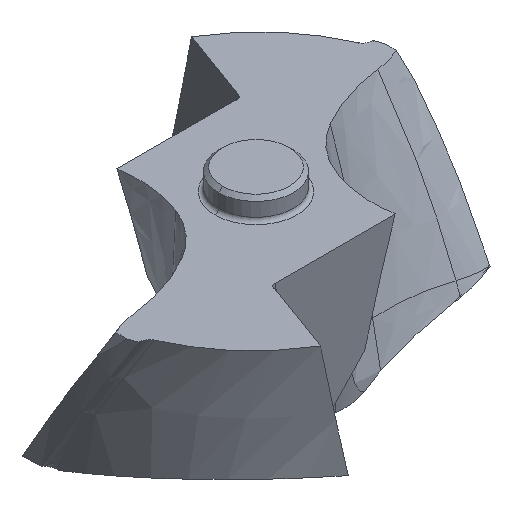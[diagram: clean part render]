
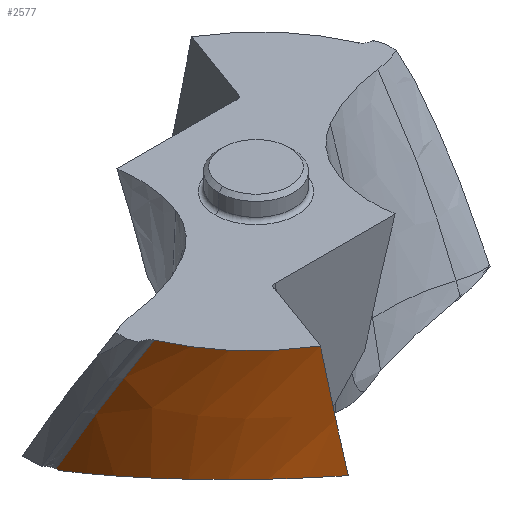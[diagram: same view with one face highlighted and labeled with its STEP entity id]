
A CAD part, isometric view. The second image highlights one B-rep face of the part: STEP entity #2577.
In plain terms, the highlighted free-form (B-spline) face has degree [3, 3] with [10, 5] control points.
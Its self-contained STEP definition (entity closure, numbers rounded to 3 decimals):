
#141=CARTESIAN_POINT('',(-4.07,-6.651,
0.));
#142=CARTESIAN_POINT('',(-4.265,-6.535,
0.));
#143=CARTESIAN_POINT('',(-4.838,-6.16,
0.));
#144=CARTESIAN_POINT('',(-5.705,-5.412,
0.));
#145=CARTESIAN_POINT('',(-6.571,-4.342,
0.));
#146=CARTESIAN_POINT('',(-7.014,-3.538,
0.));
#147=CARTESIAN_POINT('',(-7.197,-3.119,
0.));
#741=CARTESIAN_POINT('',(-7.849,0.15,
-5.776));
#761=CARTESIAN_POINT('',(-3.325,-7.019,
-4.684));
#762=CARTESIAN_POINT('',(-3.527,-6.925,
-4.647));
#763=CARTESIAN_POINT('',(-3.915,-6.725,
-4.584));
#764=CARTESIAN_POINT('',(-4.442,-6.399,
-4.518));
#765=CARTESIAN_POINT('',(-4.948,-6.028,
-4.477));
#766=CARTESIAN_POINT('',(-5.414,-5.626,
-4.463));
#767=CARTESIAN_POINT('',(-5.855,-5.18,
-4.476));
#768=CARTESIAN_POINT('',(-6.259,-4.7,
-4.515));
#769=CARTESIAN_POINT('',(-6.626,-4.182,
-4.582));
#770=CARTESIAN_POINT('',(-6.929,-3.671,
-4.669));
#771=CARTESIAN_POINT('',(-7.206,-3.11,
-4.786));
#772=CARTESIAN_POINT('',(-7.439,-2.512,
-4.933));
#773=CARTESIAN_POINT('',(-7.614,-1.934,
-5.093));
#774=CARTESIAN_POINT('',(-7.753,-1.281,
-5.295));
#775=CARTESIAN_POINT('',(-7.829,-0.678,
-5.501));
#776=CARTESIAN_POINT('',(-7.85,-0.229,
-5.667));
#777=CARTESIAN_POINT('',(-7.85,0.,
-5.756));
#779=CARTESIAN_POINT('',(-7.85,0.,
-5.756));
#780=CARTESIAN_POINT('',(-7.85,0.017,
-5.758));
#781=CARTESIAN_POINT('',(-7.85,0.05,
-5.763));
#782=CARTESIAN_POINT('',(-7.849,0.1,
-5.769));
#783=CARTESIAN_POINT('',(-7.849,0.133,
-5.774));
#784=CARTESIAN_POINT('',(-7.849,0.15,
-5.776));
#786=CARTESIAN_POINT('',(-7.849,0.15,
-5.776));
#787=CARTESIAN_POINT('',(-7.861,-0.489,
-4.643));
#788=CARTESIAN_POINT('',(-7.742,-1.597,
-2.717));
#789=CARTESIAN_POINT('',(-7.384,-2.683,
-0.792));
#790=CARTESIAN_POINT('',(-7.197,-3.119,
0.));
#792=CARTESIAN_POINT('',(-4.07,-6.651,
0.));
#793=CARTESIAN_POINT('',(-4.009,-6.669,
-0.359));
#794=CARTESIAN_POINT('',(-3.895,-6.705,
-1.037));
#795=CARTESIAN_POINT('',(-3.748,-6.761,
-1.932));
#796=CARTESIAN_POINT('',(-3.622,-6.819,
-2.712));
#797=CARTESIAN_POINT('',(-3.513,-6.88,
-3.415));
#798=CARTESIAN_POINT('',(-3.414,-6.946,
-4.068));
#799=CARTESIAN_POINT('',(-3.354,-6.994,
-4.483));
#800=CARTESIAN_POINT('',(-3.325,-7.019,
-4.684));
#1014=CARTESIAN_POINT('',(-4.07,-6.651,
0.));
#1015=VERTEX_POINT('',#1014);
#1016=VERTEX_POINT('',#147);
#1045=CARTESIAN_POINT('',(-7.85,0.,
-5.756));
#1046=VERTEX_POINT('',#1045);
#1047=VERTEX_POINT('',#761);
#1066=VERTEX_POINT('',#741);
#2518=CARTESIAN_POINT('',(-3.678,-6.93,
-5.834));
#2519=CARTESIAN_POINT('',(-3.199,-7.082,
-4.681));
#2520=CARTESIAN_POINT('',(-2.239,-7.366,
-2.718));
#2521=CARTESIAN_POINT('',(-1.03,-7.627,
-0.755));
#2522=CARTESIAN_POINT('',(-0.49,-7.724,
0.055));
#2523=CARTESIAN_POINT('',(-3.769,-6.882,
-5.834));
#2524=CARTESIAN_POINT('',(-3.292,-7.043,
-4.681));
#2525=CARTESIAN_POINT('',(-2.335,-7.341,
-2.718));
#2526=CARTESIAN_POINT('',(-1.13,-7.617,
-0.755));
#2527=CARTESIAN_POINT('',(-0.591,-7.719,
0.055));
#2528=CARTESIAN_POINT('',(-4.266,-6.606,
-5.834));
#2529=CARTESIAN_POINT('',(-3.801,-6.814,
-4.681));
#2530=CARTESIAN_POINT('',(-2.865,-7.192,
-2.718));
#2531=CARTESIAN_POINT('',(-1.679,-7.547,
-0.755));
#2532=CARTESIAN_POINT('',(-1.149,-7.683,
0.055));
#2533=CARTESIAN_POINT('',(-5.113,-6.007,
-5.834));
#2534=CARTESIAN_POINT('',(-4.679,-6.297,
-4.681));
#2535=CARTESIAN_POINT('',(-3.795,-6.816,
-2.718));
#2536=CARTESIAN_POINT('',(-2.662,-7.312,
-0.755));
#2537=CARTESIAN_POINT('',(-2.154,-7.506,
0.055));
#2538=CARTESIAN_POINT('',(-6.096,-5.009,
-5.834));
#2539=CARTESIAN_POINT('',(-5.722,-5.401,
-4.681));
#2540=CARTESIAN_POINT('',(-4.942,-6.094,
-2.718));
#2541=CARTESIAN_POINT('',(-3.912,-6.765,
-0.755));
#2542=CARTESIAN_POINT('',(-3.447,-7.03,
0.055));
#2543=CARTESIAN_POINT('',(-6.886,-3.852,
-5.834));
#2544=CARTESIAN_POINT('',(-6.591,-4.335,
-4.681));
#2545=CARTESIAN_POINT('',(-5.943,-5.181,
-2.718));
#2546=CARTESIAN_POINT('',(-5.046,-6.005,
-0.755));
#2547=CARTESIAN_POINT('',(-4.635,-6.334,
0.055));
#2548=CARTESIAN_POINT('',(-7.46,-2.574,
-5.834));
#2549=CARTESIAN_POINT('',(-7.257,-3.131,
-4.681));
#2550=CARTESIAN_POINT('',(-6.767,-4.105,
-2.718));
#2551=CARTESIAN_POINT('',(-6.028,-5.056,
-0.755));
#2552=CARTESIAN_POINT('',(-5.682,-5.438,
0.055));
#2553=CARTESIAN_POINT('',(-7.804,-1.187,
-5.834));
#2554=CARTESIAN_POINT('',(-7.708,-1.802,
-4.681));
#2555=CARTESIAN_POINT('',(-7.399,-2.876,
-2.718));
#2556=CARTESIAN_POINT('',(-6.842,-3.927,
-0.755));
#2557=CARTESIAN_POINT('',(-6.571,-4.349,
0.055));
#2558=CARTESIAN_POINT('',(-7.862,-0.226,
-5.834));
#2559=CARTESIAN_POINT('',(-7.844,-0.867,
-4.681));
#2560=CARTESIAN_POINT('',(-7.667,-1.984,
-2.718));
#2561=CARTESIAN_POINT('',(-7.242,-3.078,
-0.755));
#2562=CARTESIAN_POINT('',(-7.026,-3.518,
0.055));
#2563=CARTESIAN_POINT('',(-7.845,0.268,
-5.834));
#2564=CARTESIAN_POINT('',(-7.868,-0.383,
-4.681));
#2565=CARTESIAN_POINT('',(-7.761,-1.516,
-2.718));
#2566=CARTESIAN_POINT('',(-7.405,-2.626,
-0.755));
#2567=CARTESIAN_POINT('',(-7.218,-3.073,
0.055));
#2568=B_SPLINE_SURFACE_WITH_KNOTS('',3,3,((#2518,#2519,#2520,#2521,#2522),
(#2523,#2524,#2525,#2526,#2527),(#2528,#2529,#2530,#2531,#2532),(#2533,#2534,
#2535,#2536,#2537),(#2538,#2539,#2540,#2541,#2542),(#2543,#2544,#2545,#2546,
#2547),(#2548,#2549,#2550,#2551,#2552),(#2553,#2554,#2555,#2556,#2557),(#2558,
#2559,#2560,#2561,#2562),(#2563,#2564,#2565,#2566,#2567)),.UNSPECIFIED.,.F.,.F.,
.F.,(4,1,1,1,1,1,1,4),(4,1,4),(0.222,0.25,0.375,0.5,0.625,
0.75,0.875,1.008),(0.064,4.058,
6.864),.UNSPECIFIED.);
#2569=ORIENTED_EDGE('',*,*,#1718,.T.);
#2570=ORIENTED_EDGE('',*,*,#1764,.T.);
#2571=ORIENTED_EDGE('',*,*,#2506,.T.);
#2572=ORIENTED_EDGE('',*,*,#1351,.F.);
#2574=ORIENTED_EDGE('',*,*,#2573,.T.);
#2575=EDGE_LOOP('',(#2569,#2570,#2571,#2572,#2574));
#2576=FACE_OUTER_BOUND('',#2575,.F.);
#148=B_SPLINE_CURVE_WITH_KNOTS('',3,(#141,#142,#143,#144,#145,#146,#147),
.UNSPECIFIED.,.F.,.F.,(4,1,1,1,4),(0.,0.142,0.428,
0.714,1.),.UNSPECIFIED.);
#778=B_SPLINE_CURVE_WITH_KNOTS('',3,(#761,#762,#763,#764,#765,#766,#767,#768,
#769,#770,#771,#772,#773,#774,#775,#776,#777),.UNSPECIFIED.,.F.,.F.,(4,1,1,1,1,
1,1,1,1,1,1,1,1,1,4),(0.,0.071,0.143,
0.214,0.286,0.357,0.429,0.5,
0.571,0.643,0.714,0.786,
0.857,0.929,1.),.UNSPECIFIED.);
#785=B_SPLINE_CURVE_WITH_KNOTS('',3,(#779,#780,#781,#782,#783,#784),
.UNSPECIFIED.,.F.,.F.,(4,1,1,4),(0.,0.333,0.667,1.),
.UNSPECIFIED.);
#791=B_SPLINE_CURVE_WITH_KNOTS('',3,(#786,#787,#788,#789,#790),.UNSPECIFIED.,
.F.,.F.,(4,1,4),(0.,0.589,1.),.UNSPECIFIED.);
#801=B_SPLINE_CURVE_WITH_KNOTS('',3,(#792,#793,#794,#795,#796,#797,#798,#799,
#800),.UNSPECIFIED.,.F.,.F.,(4,1,1,1,1,1,4),(0.,0.167,
0.333,0.5,0.667,0.833,1.),
.UNSPECIFIED.);
#1351=EDGE_CURVE('',#1015,#1016,#148,.T.);
#1718=EDGE_CURVE('',#1047,#1046,#778,.T.);
#1764=EDGE_CURVE('',#1046,#1066,#785,.T.);
#2506=EDGE_CURVE('',#1066,#1016,#791,.T.);
#2573=EDGE_CURVE('',#1015,#1047,#801,.T.);
#2577=ADVANCED_FACE('',(#2576),#2568,.F.);
